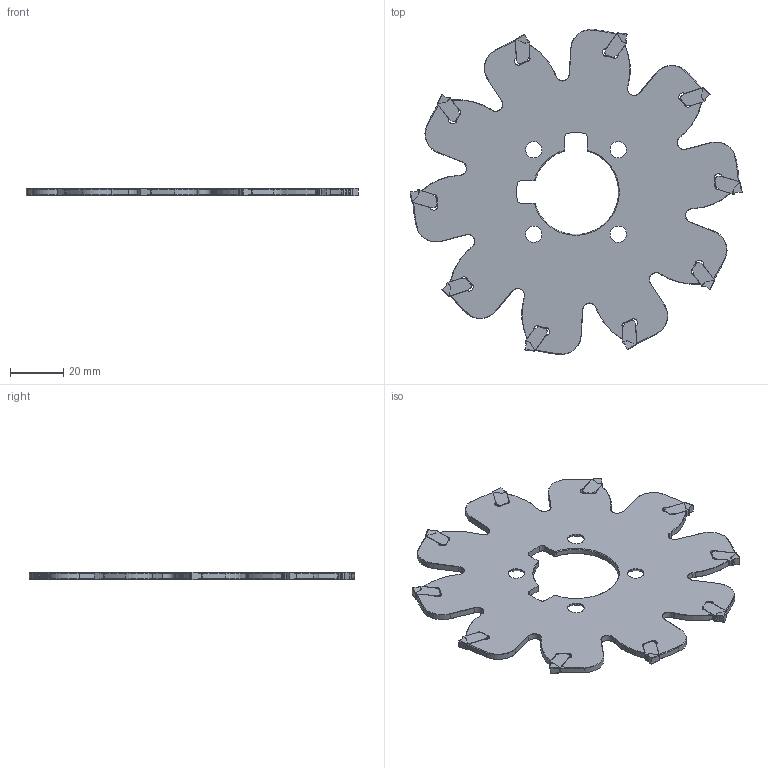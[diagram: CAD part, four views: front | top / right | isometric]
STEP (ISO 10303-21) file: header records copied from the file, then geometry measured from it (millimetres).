
FILE_DESCRIPTION(/* description */ (''),/* implementation_level */ '2;1');
FILE_NAME(/* name */ 'toolassembly_1.stp',/* time_stamp */ '2018-10-19T13:21:38+02:00',/* author */ (''),/* organization */ ('SMS'),/* preprocessor_version */ 'ST-DEVELOPER v15',/* originating_system */ 'SIEMENS PLM Software NX 8.5',/* authorisation */ '');
FILE_SCHEMA (('AUTOMOTIVE_DESIGN { 1 0 10303 214 3 1 1 1 }'));
Length unit declared in the file: millimetre
Products named in the file (4): ASSEMBLY_CONSTRUCTION; CUT_20181019132044; NOCUT_20181019132036; TOOLASSEMBLY_1
Assembly tree (12 placements, depth 2):
  TOOLASSEMBLY_1
    NOCUT_20181019132036
    CUT_20181019132044  x10
    ASSEMBLY_CONSTRUCTION
Bounding box: 125 x 122.49 x 2.99 mm (x, y, z)
Volume: 20875.5 mm3; surface area: 20327.3 mm2
Topology: 11 solids, 11 shells, 784 faces, 2158 edges, 1429 vertices
Faces by surface type: plane 326, cylinder 306, cone 112, bspline 40
Full cylindrical faces by diameter (mm): 6.168 x4
Entity records: 12470 total; most frequent: CARTESIAN_POINT 2606, DIRECTION 2075, ORIENTED_EDGE 2018, EDGE_CURVE 1009, AXIS2_PLACEMENT_3D 773, VERTEX_POINT 642, LINE 529, VECTOR 529
